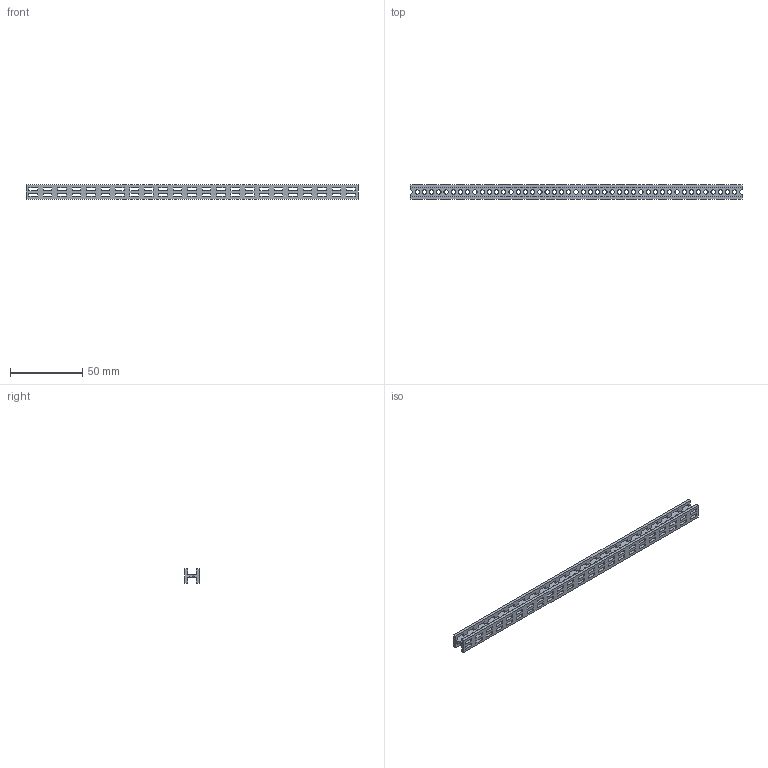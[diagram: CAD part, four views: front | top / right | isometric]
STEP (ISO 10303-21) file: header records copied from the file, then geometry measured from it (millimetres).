
FILE_DESCRIPTION (( 'STEP AP203' ), '1' );
FILE_NAME ('Beam 230.STEP', '2017-02-03T08:52:22', ( '' ), ( '' ), 'SwSTEP 2.0', 'SolidWorks 2015', '' );
FILE_SCHEMA (( 'CONFIG_CONTROL_DESIGN' ));
Length unit declared in the file: millimetre
Products named in the file (1): Beam 230
Bounding box: 230 x 10 x 10 mm (x, y, z)
Volume: 9101.7 mm3; surface area: 13924.8 mm2
Topology: 1 solids, 1 shells, 385 faces, 1425 edges, 950 vertices
Faces by surface type: plane 292, cylinder 93
Entity records: 15590 total; most frequent: ORIENTED_EDGE 2850, CARTESIAN_POINT 2761, DIRECTION 2383, EDGE_CURVE 1425, VECTOR 1239, LINE 1239, VERTEX_POINT 950, AXIS2_PLACEMENT_3D 572
